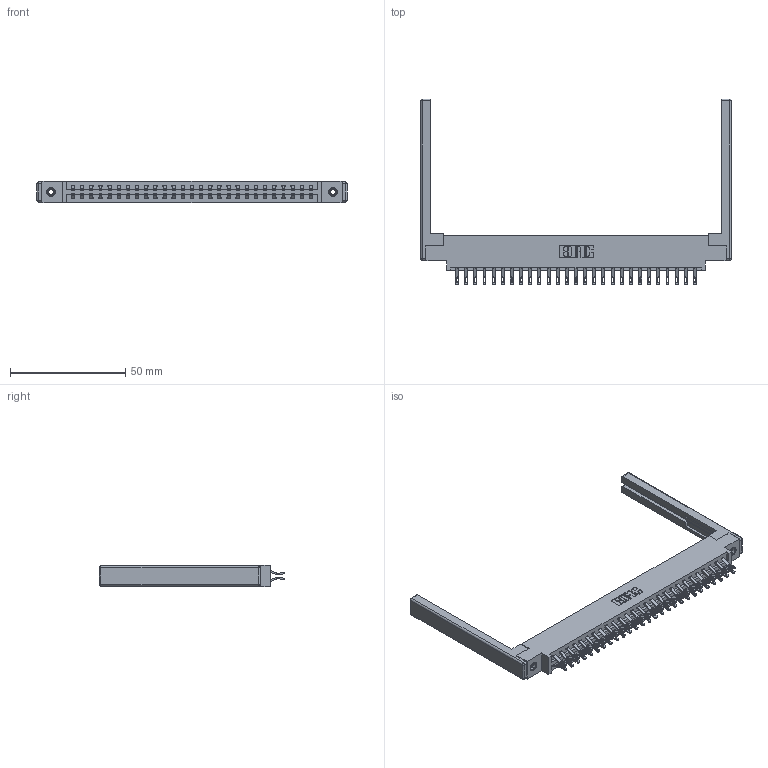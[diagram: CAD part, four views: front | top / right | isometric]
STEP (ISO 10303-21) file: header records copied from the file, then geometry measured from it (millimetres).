
FILE_DESCRIPTION (( 'STEP AP203' ), '1' );
FILE_NAME ('337-054-555-868.STEP', '2019-10-11T19:14:16', ( '' ), ( '' ), 'SwSTEP 2.0', 'SolidWorks 2016', '' );
FILE_SCHEMA (( 'CONFIG_CONTROL_DESIGN' ));
Length unit declared in the file: inch
Products named in the file (5): 345-292-001_555 Tail; 337-054-555-868; 345-250-001_345-250-001-102; 307-220-068; 337 Part_0.170 Offset - 0.156 Dia-TI
Assembly tree (59 placements, depth 2):
  337-054-555-868
    337 Part_0.170 Offset - 0.156 Dia-TI
    345-292-001_555 Tail  x54
    345-250-001_345-250-001-102  x2
    307-220-068  x2
Bounding box: 134.42 x 80.52 x 9.4 mm (x, y, z)
Volume: 18390.2 mm3; surface area: 20419.9 mm2
Topology: 59 solids, 59 shells, 3512 faces, 10919 edges, 7258 vertices
Faces by surface type: plane 2106, cylinder 1382, cone 12, sphere 8, torus 4
Entity records: 26092 total; most frequent: CARTESIAN_POINT 4409, ORIENTED_EDGE 4304, DIRECTION 3818, EDGE_CURVE 2152, LINE 1954, VECTOR 1954, VERTEX_POINT 1426, AXIS2_PLACEMENT_3D 932
